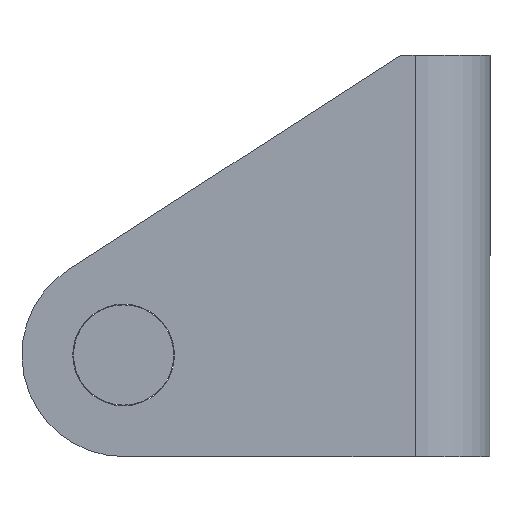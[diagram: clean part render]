
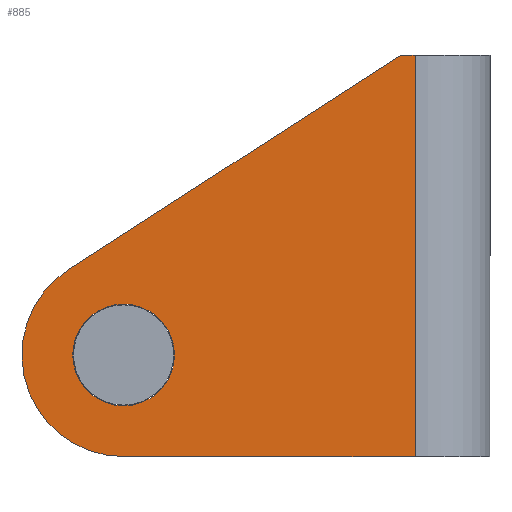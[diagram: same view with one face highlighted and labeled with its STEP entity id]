
A CAD part, left-side view. The second image highlights one B-rep face of the part: STEP entity #885.
In plain terms, the highlighted planar face has unit normal (-1, 0, 0).
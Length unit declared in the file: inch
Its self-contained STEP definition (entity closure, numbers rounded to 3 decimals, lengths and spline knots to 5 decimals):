
#41 = CARTESIAN_POINT ( 'NONE',  ( -0.63, 1.37, -0.37 ) ) ;
#51 = DIRECTION ( 'NONE',  ( 0., 0.84, -0.542 ) ) ;
#60 = EDGE_CURVE ( 'NONE', #775, #1075, #669, .T. ) ;
#68 = ORIENTED_EDGE ( 'NONE', *, *, #352, .F. ) ;
#71 = EDGE_LOOP ( 'NONE', ( #523, #997, #543, #619, #235 ) ) ;
#112 = CARTESIAN_POINT ( 'NONE',  ( -0.63, 0.28, -0.75 ) ) ;
#125 = DIRECTION ( 'NONE',  ( 0., -1., 0. ) ) ;
#131 = CARTESIAN_POINT ( 'NONE',  ( -0.63, 0., -0.75 ) ) ;
#133 = AXIS2_PLACEMENT_3D ( 'NONE', #677, #382, #973 ) ;
#143 = CARTESIAN_POINT ( 'NONE',  ( -0.63, 1.37, -0.75 ) ) ;
#170 = VERTEX_POINT ( 'NONE', #338 ) ;
#175 = VECTOR ( 'NONE', #700, 39.37008 ) ;
#182 = FACE_BOUND ( 'NONE', #348, .T. ) ;
#185 = PLANE ( 'NONE',  #133 ) ;
#188 = AXIS2_PLACEMENT_3D ( 'NONE', #716, #227, #801 ) ;
#227 = DIRECTION ( 'NONE',  ( -1., 0., 0. ) ) ;
#228 = LINE ( 'NONE', #112, #421 ) ;
#235 = ORIENTED_EDGE ( 'NONE', *, *, #407, .T. ) ;
#275 = EDGE_CURVE ( 'NONE', #775, #699, #228, .T. ) ;
#309 = CARTESIAN_POINT ( 'NONE',  ( -0.63, 1.37, -0.37 ) ) ;
#330 = DIRECTION ( 'NONE',  ( 0., 1., 0. ) ) ;
#338 = CARTESIAN_POINT ( 'NONE',  ( -0.63, 1.56, -0.37 ) ) ;
#348 = EDGE_LOOP ( 'NONE', ( #685, #68 ) ) ;
#349 = VERTEX_POINT ( 'NONE', #857 ) ;
#352 = EDGE_CURVE ( 'NONE', #170, #349, #601, .T. ) ;
#362 = AXIS2_PLACEMENT_3D ( 'NONE', #41, #610, #125 ) ;
#365 = LINE ( 'NONE', #131, #175 ) ;
#376 = AXIS2_PLACEMENT_3D ( 'NONE', #309, #898, #394 ) ;
#382 = DIRECTION ( 'NONE',  ( 1., 0., 0. ) ) ;
#394 = DIRECTION ( 'NONE',  ( 0., -1., 0. ) ) ;
#395 = FACE_OUTER_BOUND ( 'NONE', #71, .T. ) ;
#407 = EDGE_CURVE ( 'NONE', #1075, #909, #587, .T. ) ;
#421 = VECTOR ( 'NONE', #598, 39.37008 ) ;
#443 = EDGE_CURVE ( 'NONE', #605, #699, #365, .T. ) ;
#523 = ORIENTED_EDGE ( 'NONE', *, *, #658, .T. ) ;
#536 = CARTESIAN_POINT ( 'NONE',  ( -0.63, 0.43995, 0.68208 ) ) ;
#543 = ORIENTED_EDGE ( 'NONE', *, *, #275, .F. ) ;
#587 = LINE ( 'NONE', #536, #1043 ) ;
#598 = DIRECTION ( 'NONE',  ( 0., 0., -1. ) ) ;
#601 = CIRCLE ( 'NONE', #362, 0.19 ) ;
#605 = VERTEX_POINT ( 'NONE', #143 ) ;
#610 = DIRECTION ( 'NONE',  ( -1., 0., 0. ) ) ;
#619 = ORIENTED_EDGE ( 'NONE', *, *, #60, .T. ) ;
#642 = CARTESIAN_POINT ( 'NONE',  ( -0.63, 0.28, -0.75 ) ) ;
#658 = EDGE_CURVE ( 'NONE', #909, #605, #1031, .T. ) ;
#669 = LINE ( 'NONE', #1015, #840 ) ;
#677 = CARTESIAN_POINT ( 'NONE',  ( -0.63, 0., 0. ) ) ;
#685 = ORIENTED_EDGE ( 'NONE', *, *, #886, .F. ) ;
#699 = VERTEX_POINT ( 'NONE', #642 ) ;
#700 = DIRECTION ( 'NONE',  ( 0., -1., 0. ) ) ;
#716 = CARTESIAN_POINT ( 'NONE',  ( -0.63, 1.37, -0.37 ) ) ;
#775 = VERTEX_POINT ( 'NONE', #823 ) ;
#801 = DIRECTION ( 'NONE',  ( 0., -1., 0. ) ) ;
#812 = CIRCLE ( 'NONE', #188, 0.19 ) ;
#823 = CARTESIAN_POINT ( 'NONE',  ( -0.63, 0.28, 0.75 ) ) ;
#840 = VECTOR ( 'NONE', #330, 39.37008 ) ;
#857 = CARTESIAN_POINT ( 'NONE',  ( -0.63, 1.18, -0.37 ) ) ;
#885 = ADVANCED_FACE ( 'NONE', ( #182, #395 ), #185, .F. ) ;
#886 = EDGE_CURVE ( 'NONE', #349, #170, #812, .T. ) ;
#892 = CARTESIAN_POINT ( 'NONE',  ( -0.63, 1.57597, -0.05066 ) ) ;
#898 = DIRECTION ( 'NONE',  ( -1., 0., 0. ) ) ;
#909 = VERTEX_POINT ( 'NONE', #892 ) ;
#973 = DIRECTION ( 'NONE',  ( 0., 1., 0. ) ) ;
#997 = ORIENTED_EDGE ( 'NONE', *, *, #443, .T. ) ;
#1015 = CARTESIAN_POINT ( 'NONE',  ( -0.63, 0., 0.75 ) ) ;
#1017 = CARTESIAN_POINT ( 'NONE',  ( -0.63, 0.33465, 0.75 ) ) ;
#1031 = CIRCLE ( 'NONE', #376, 0.38 ) ;
#1043 = VECTOR ( 'NONE', #51, 39.37008 ) ;
#1075 = VERTEX_POINT ( 'NONE', #1017 ) ;
